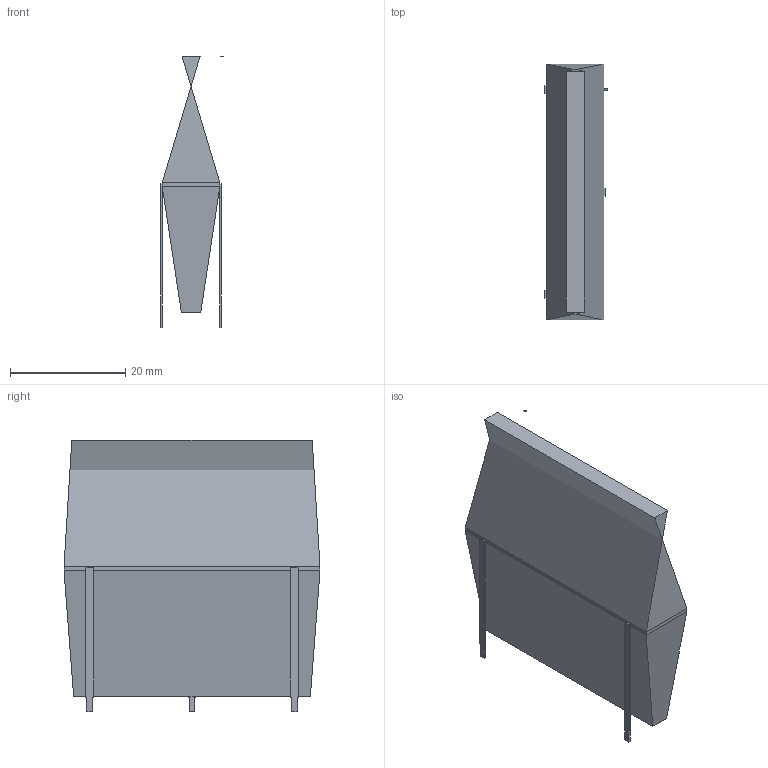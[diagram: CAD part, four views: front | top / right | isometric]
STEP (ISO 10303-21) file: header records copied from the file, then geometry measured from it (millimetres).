
FILE_DESCRIPTION(('STEP AP214'),'1');
FILE_NAME('SIP3_AC1100_NTM','2023-08-07T08:45:40',(''),(''),'','','');
FILE_SCHEMA(('AUTOMOTIVE_DESIGN'));
Length unit declared in the file: millimetre
Products named in the file (1): product
Bounding box: 10.86 x 44.5 x 47.17 mm (x, y, z)
Volume: 24.6 mm3; surface area: 4929 mm2
Topology: 4 solids, 5 shells, 55 faces, 127 edges, 80 vertices
Faces by surface type: plane 54, cylinder 1
Full cylindrical faces by diameter (mm): 0.501 x1
Entity records: 1547 total; most frequent: ORIENTED_EDGE 240, DIRECTION 232, CARTESIAN_POINT 135, EDGE_CURVE 120, LINE 118, VECTOR 118, VERTEX_POINT 78, AXIS2_PLACEMENT_3D 57
